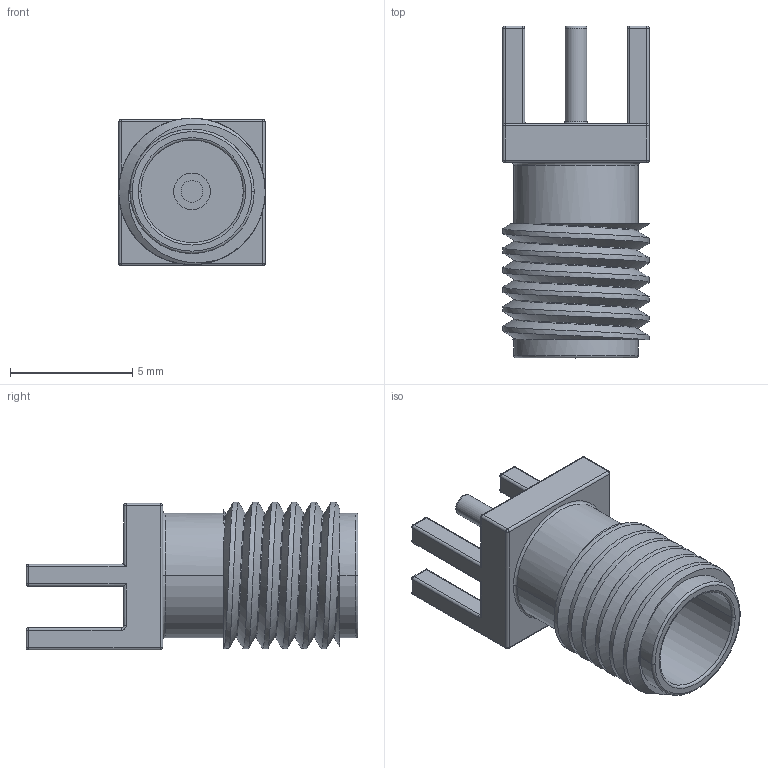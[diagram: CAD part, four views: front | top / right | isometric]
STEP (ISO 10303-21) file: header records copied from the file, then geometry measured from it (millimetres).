
FILE_DESCRIPTION(('FreeCAD Model'),'2;1');
FILE_NAME('User Library-620-SMA-02-112-TGG SMA Female for PCB edge Mount.step','2017-02-19T00:33:18',(''),(''), 'Open CASCADE STEP processor 6.8','FreeCAD','Unknown');
FILE_SCHEMA(('AUTOMOTIVE_DESIGN_CC2 { 1 2 10303 214 -1 1 5 4 }'));
Length unit declared in the file: millimetre
Products named in the file (2): ASSEMBLY; User_Library-620-SMA-02-112-TGG_SMA_Female_for_PCB_edge_Mount
Assembly tree (1 placements, depth 2):
  ASSEMBLY
    User_Library-620-SMA-02-112-TGG_SMA_Female_for_PCB_edge_Mount
Bounding box: 6 x 13.6 x 6.05 mm (x, y, z)
Volume: 191.1 mm3; surface area: 448.2 mm2
Topology: 1 solids, 1 shells, 138 faces, 321 edges, 173 vertices
Faces by surface type: cylinder 70, plane 30, sphere 18, torus 17, bspline 3
Entity records: 6072 total; most frequent: CARTESIAN_POINT 2102, DIRECTION 667, ORIENTED_EDGE 606, EDGE_CURVE 303, AXIS2_PLACEMENT_3D 270, VERTEX_POINT 173, FACE_BOUND 144, EDGE_LOOP 144
